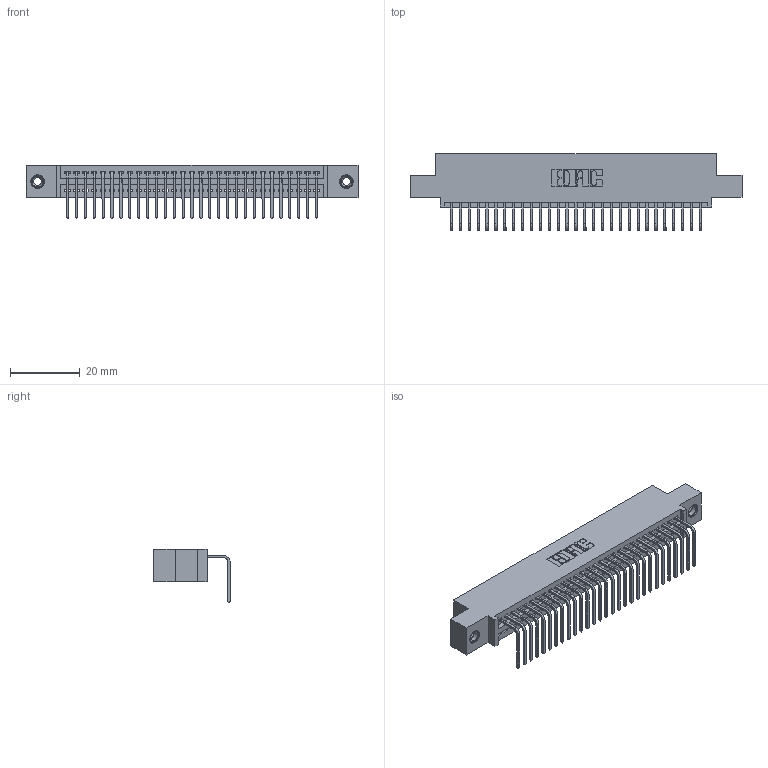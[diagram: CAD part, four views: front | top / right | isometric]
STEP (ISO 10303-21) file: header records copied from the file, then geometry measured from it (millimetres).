
FILE_DESCRIPTION (( 'STEP AP203' ), '1' );
FILE_NAME ('395-029-558-408.STEP', '2018-11-10T21:31:35', ( '' ), ( '' ), 'SwSTEP 2.0', 'SolidWorks 2016', '' );
FILE_SCHEMA (( 'CONFIG_CONTROL_DESIGN' ));
Length unit declared in the file: inch
Products named in the file (4): 345-292-001_558 Tail - 2; 345 Part_0.110 Offset - 0.156 Dia-TI; 345-250-001_345-250-003-102; 395-029-558-408
Assembly tree (32 placements, depth 2):
  395-029-558-408
    345 Part_0.110 Offset - 0.156 Dia-TI
    345-292-001_558 Tail - 2  x29
    345-250-001_345-250-003-102  x2
Bounding box: 94.87 x 21.83 x 15.37 mm (x, y, z)
Volume: 8921 mm3; surface area: 12347.3 mm2
Topology: 32 solids, 32 shells, 1930 faces, 5767 edges, 3798 vertices
Faces by surface type: plane 1334, cylinder 580, cone 12, torus 4
Entity records: 24978 total; most frequent: CARTESIAN_POINT 4310, ORIENTED_EDGE 4266, DIRECTION 3809, EDGE_CURVE 2133, VECTOR 1865, LINE 1865, VERTEX_POINT 1416, AXIS2_PLACEMENT_3D 972
